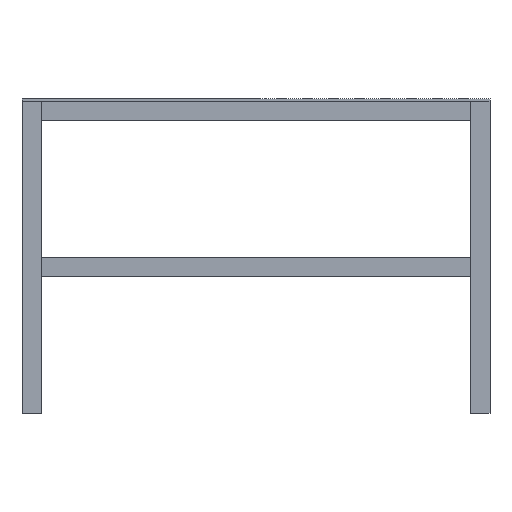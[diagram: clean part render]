
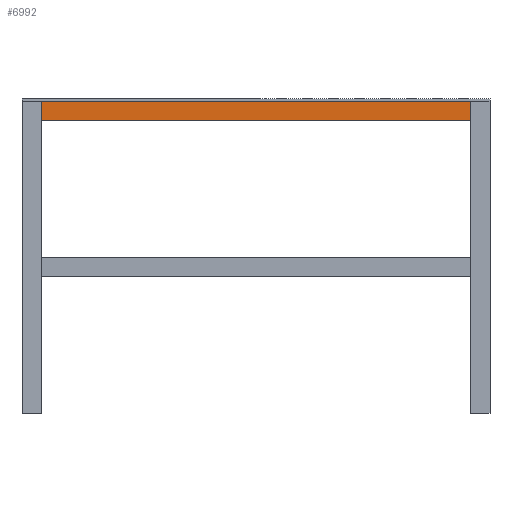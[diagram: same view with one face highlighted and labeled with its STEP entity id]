
A CAD part, left-side view. The second image highlights one B-rep face of the part: STEP entity #6992.
In plain terms, the highlighted planar face has unit normal (-1, 0, 0).
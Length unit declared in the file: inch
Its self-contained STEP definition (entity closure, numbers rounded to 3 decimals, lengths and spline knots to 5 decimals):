
#665=PLANE('',#7918);
#972=FACE_OUTER_BOUND('',#1857,.T.);
#1857=EDGE_LOOP('',(#6378,#6379,#6380,#6381));
#2176=LINE('',#11859,#2501);
#2177=LINE('',#11861,#2502);
#2178=LINE('',#11863,#2503);
#2179=LINE('',#11864,#2504);
#2501=VECTOR('',#10018,0.3937);
#2502=VECTOR('',#10019,0.3937);
#2503=VECTOR('',#10020,0.3937);
#2504=VECTOR('',#10021,0.3937);
#3685=VERTEX_POINT('',#11857);
#3686=VERTEX_POINT('',#11858);
#3687=VERTEX_POINT('',#11860);
#3688=VERTEX_POINT('',#11862);
#4584=EDGE_CURVE('',#3685,#3686,#2176,.T.);
#4585=EDGE_CURVE('',#3685,#3687,#2177,.T.);
#4586=EDGE_CURVE('',#3688,#3687,#2178,.T.);
#4587=EDGE_CURVE('',#3686,#3688,#2179,.T.);
#6378=ORIENTED_EDGE('',*,*,#4584,.F.);
#6379=ORIENTED_EDGE('',*,*,#4585,.T.);
#6380=ORIENTED_EDGE('',*,*,#4586,.F.);
#6381=ORIENTED_EDGE('',*,*,#4587,.F.);
#6992=ADVANCED_FACE('',(#972),#665,.T.);
#7918=AXIS2_PLACEMENT_3D('',#11856,#10016,#10017);
#10016=DIRECTION('center_axis',(-1.,0.,0.));
#10017=DIRECTION('ref_axis',(0.,1.,0.));
#10018=DIRECTION('',(0.,-1.,0.));
#10019=DIRECTION('',(0.,0.,-1.));
#10020=DIRECTION('',(0.,1.,0.));
#10021=DIRECTION('',(0.,0.,-1.));
#11856=CARTESIAN_POINT('Origin',(0.,1.5,0.));
#11857=CARTESIAN_POINT('',(0.,34.5,0.));
#11858=CARTESIAN_POINT('',(0.,1.5,0.));
#11859=CARTESIAN_POINT('',(0.,34.5,0.));
#11860=CARTESIAN_POINT('',(0.,34.5,-1.5));
#11861=CARTESIAN_POINT('',(0.,34.5,0.));
#11862=CARTESIAN_POINT('',(0.,1.5,-1.5));
#11863=CARTESIAN_POINT('',(0.,34.5,-1.5));
#11864=CARTESIAN_POINT('',(0.,1.5,0.));
